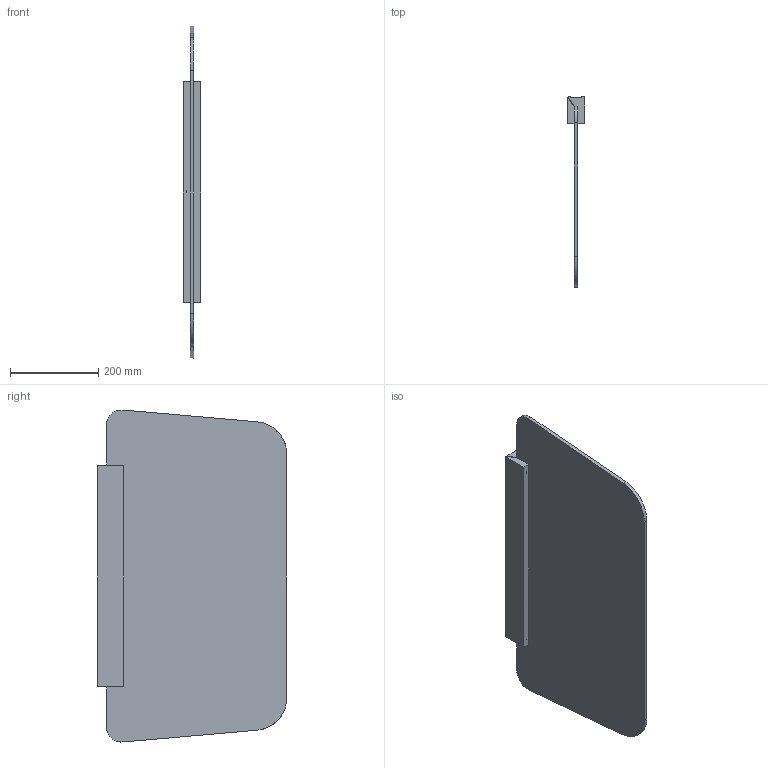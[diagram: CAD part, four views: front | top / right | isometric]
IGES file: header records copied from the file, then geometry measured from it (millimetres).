
Global section: file name: 1115205; native system: Autodesk Inventor 2023; preprocessor: unknown; author: JANAN; date: 20240913.105342; units: millimetre
Bounding box: 40.3 x 430.99 x 753.53 mm (x, y, z)
Volume: 3253045.9 mm3; surface area: 781626.5 mm2
Topology: 3 solids, 3 shells, 119 faces, 305 edges, 203 vertices
Faces by surface type: bspline 119
